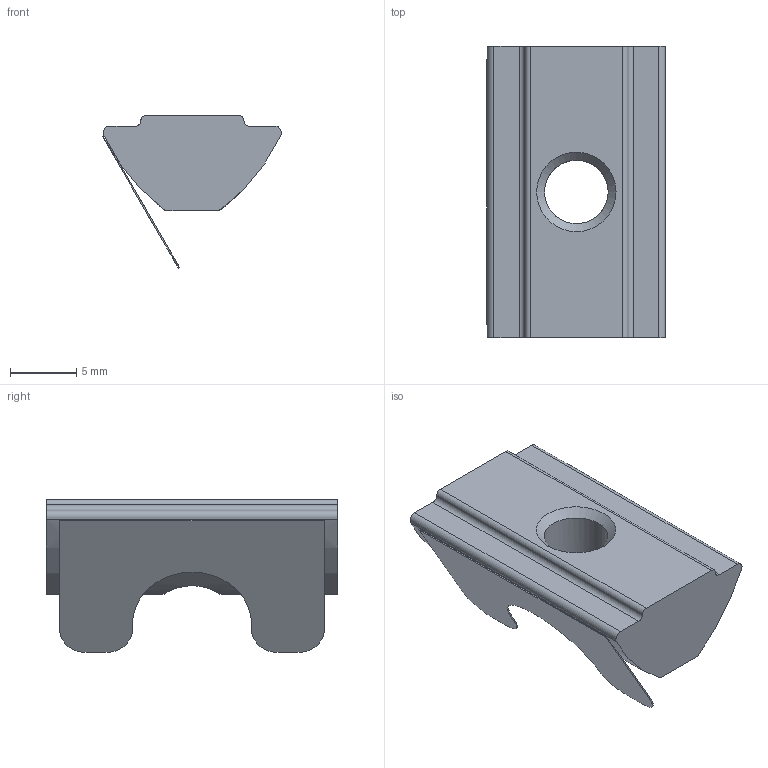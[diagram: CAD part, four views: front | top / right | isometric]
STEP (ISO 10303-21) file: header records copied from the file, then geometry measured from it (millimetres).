
FILE_DESCRIPTION(/* description */ (''),/* implementation_level */ '2;1');
FILE_NAME(/* name */ 'M6L-PF.stp',/* time_stamp */ '2025-05-16T15:20:56-04:00',/* author */ ('jmurphy'),/* organization */ (''),/* preprocessor_version */ 'ST-DEVELOPER v18.1',/* originating_system */ 'AutoCAD Mechanical',/* authorisation */ '');
FILE_SCHEMA (('AUTOMOTIVE_DESIGN { 1 0 10303 214 3 1 1 }'));
Length unit declared in the file: millimetre
Products named in the file (1): Product
Bounding box: 13.52 x 22 x 11.55 mm (x, y, z)
Volume: 1413 mm3; surface area: 1239.1 mm2
Topology: 1 solids, 1 shells, 36 faces, 101 edges, 67 vertices
Faces by surface type: plane 16, cylinder 15, cone 3, bspline 2
Full cylindrical faces by diameter (mm): 4.8 x1
Entity records: 1413 total; most frequent: CARTESIAN_POINT 450, ORIENTED_EDGE 202, DIRECTION 194, EDGE_CURVE 101, AXIS2_PLACEMENT_3D 71, VERTEX_POINT 67, LINE 52, VECTOR 52
